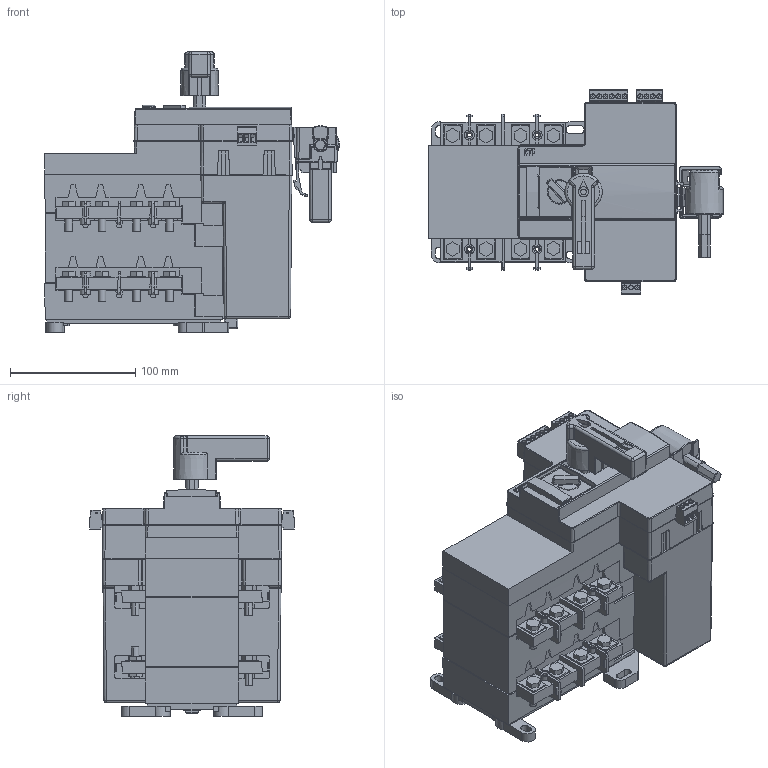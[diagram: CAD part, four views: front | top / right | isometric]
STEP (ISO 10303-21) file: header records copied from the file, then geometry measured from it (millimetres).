
FILE_DESCRIPTION((''),'2;1');
FILE_NAME('ASM0006_ASM','2017-10-25T',('luka.skrinjar'),('Audax d.o.o.'),'CREO PARAMETRIC BY PTC INC, 2016050','CREO PARAMETRIC BY PTC INC, 2016050','');
FILE_SCHEMA(('AUTOMOTIVE_DESIGN { 1 0 10303 214 1 1 1 1 }'));
Products named in the file (1): ASM0006_ASM
Bounding box: 234.98 x 163.3 x 223.5 mm (x, y, z)
Volume: 58909.6 mm3; surface area: 271465.3 mm2
Topology: 33 solids, 49 shells, 3900 faces, 10311 edges, 6455 vertices
Faces by surface type: plane 2792, cylinder 721, cone 161, bspline 119, sphere 49, torus 31, extrusion 27
Entity records: 164659 total; most frequent: CARTESIAN_POINT 28559, ORIENTED_EDGE 20275, DIRECTION 18095, PRESENTATION_STYLE_ASSIGNMENT 11254, EDGE_CURVE 10261, STYLED_ITEM 9701, CURVE_STYLE 9283, VECTOR 7625
